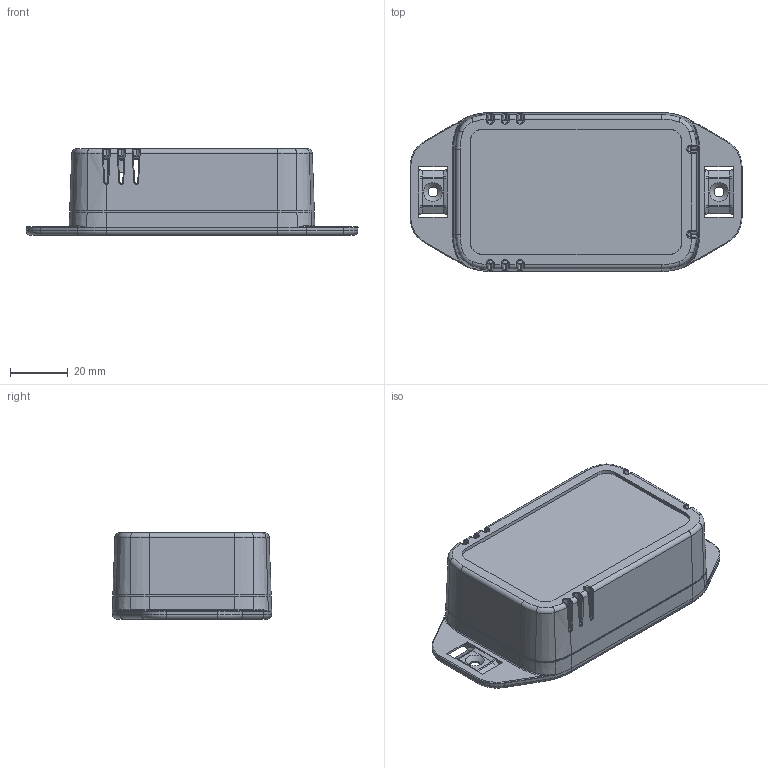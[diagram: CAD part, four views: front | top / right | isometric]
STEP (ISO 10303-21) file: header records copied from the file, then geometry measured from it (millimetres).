
FILE_DESCRIPTION(/* description */ (''),/* implementation_level */ '2;1');
FILE_NAME(/* name */ '16296635_BL 855530 L-WL2-9005.stp',/* time_stamp */ '2024-04-11T13:16:51+02:00',/* author */ ('luedemann'),/* organization */ (''),/* preprocessor_version */ 'ST-DEVELOPER v18.1',/* originating_system */ 'Autodesk Inventor 2022',/* authorisation */ '');
FILE_SCHEMA (('AUTOMOTIVE_DESIGN { 1 0 10303 214 3 1 1 }'));
Products named in the file (4): 2804827; 2804827_UT; 2804827_OT; SHR Z KT30X12 WN 1452 A2 MG
Assembly tree (6 placements, depth 2):
  2804827
    2804827_UT
    2804827_OT
    SHR Z KT30X12 WN 1452 A2 MG  x4
Bounding box: 115.38 x 55.38 x 30 mm (x, y, z)
Volume: 42314.8 mm3; surface area: 40108.1 mm2
Topology: 6 solids, 6 shells, 1539 faces, 3975 edges, 2500 vertices
Faces by surface type: plane 448, bspline 379, cylinder 293, cone 233, torus 166, sphere 20
Full cylindrical faces by diameter (mm): 2.085 x32, 2.345 x4, 2.93 x4, 3 x24, 5.3 x4
Entity records: 59651 total; most frequent: CARTESIAN_POINT 30907, ORIENTED_EDGE 6242, DIRECTION 5735, EDGE_CURVE 3121, AXIS2_PLACEMENT_3D 2253, VERTEX_POINT 1946, EDGE_LOOP 1309, LINE 1229
